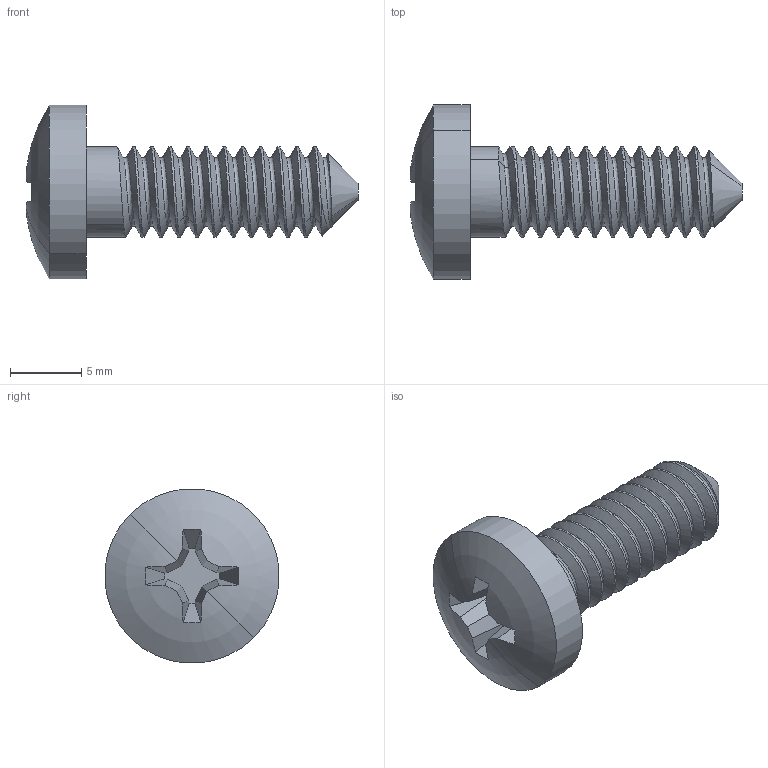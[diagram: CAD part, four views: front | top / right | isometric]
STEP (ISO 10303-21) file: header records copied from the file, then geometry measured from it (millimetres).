
FILE_DESCRIPTION((''),'2;1');
FILE_NAME('001_PAN_HEAD_INCH_ASM','2023-11-17T',('SYSTEM'),(''),'PRO/ENGINEER BY PARAMETRIC TECHNOLOGY CORPORATION, 2016360','PRO/ENGINEER BY PARAMETRIC TECHNOLOGY CORPORATION, 2016360','');
FILE_SCHEMA(('AUTOMOTIVE_DESIGN { 1 0 10303 214 1 1 1 1 }'));
Length unit declared in the file: inch
Products named in the file (2): P-C250_AF2; 001_PAN_HEAD_INCH_ASM
Assembly tree (1 placements, depth 2):
  001_PAN_HEAD_INCH_ASM
    P-C250_AF2
Bounding box: 23.27 x 12.2 x 12.2 mm (x, y, z)
Volume: 823.2 mm3; surface area: 865.3 mm2
Topology: 1 solids, 1 shells, 67 faces, 173 edges, 109 vertices
Faces by surface type: cylinder 25, bspline 22, plane 15, cone 3, sphere 2
Entity records: 5562 total; most frequent: CARTESIAN_POINT 3909, ORIENTED_EDGE 346, DIRECTION 219, EDGE_CURVE 173, COLOUR_RGB 112, VERTEX_POINT 109, VECTOR 75, LINE 75
